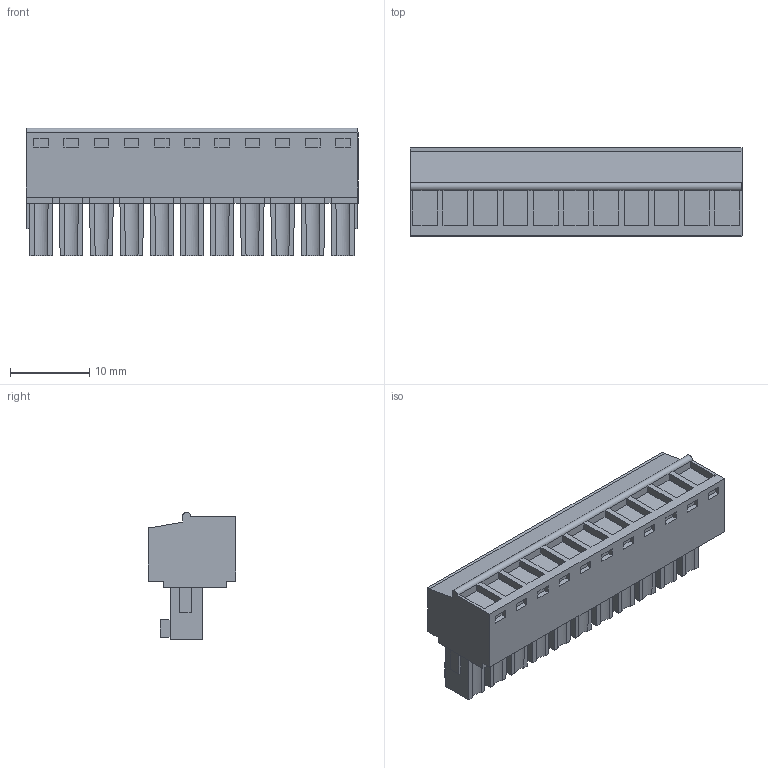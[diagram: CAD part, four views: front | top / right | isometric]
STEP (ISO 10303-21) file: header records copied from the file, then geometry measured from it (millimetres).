
FILE_DESCRIPTION(('CATIA V5 STEP','CAx-IF Rec.Pracs.--- Model Styling and Organization---1.2---2011-12-15'),'2;1');
FILE_NAME ('D1458815_0_1899400000_1899400000.stp','2017-04-14T12:57:07+00:00',('none'),('Weidmueller'),'CATIA Version 5-6 Release 2014','CATIA V5 STEP AP214','none');
FILE_SCHEMA(('AUTOMOTIVE_DESIGN { 1 0 10303 214 1 1 1 1 }'));
Length unit declared in the file: millimetre
Products named in the file (1): 1899400000
Bounding box: 41.91 x 11.1 x 16.1 mm (x, y, z)
Volume: 4293.9 mm3; surface area: 3930.4 mm2
Topology: 12 solids, 12 shells, 546 faces, 1369 edges, 902 vertices
Faces by surface type: plane 457, cylinder 89
Entity records: 14985 total; most frequent: CARTESIAN_POINT 2827, ORIENTED_EDGE 2738, DIRECTION 1982, EDGE_CURVE 1369, VECTOR 1125, LINE 1125, VERTEX_POINT 902, EDGE_LOOP 601
